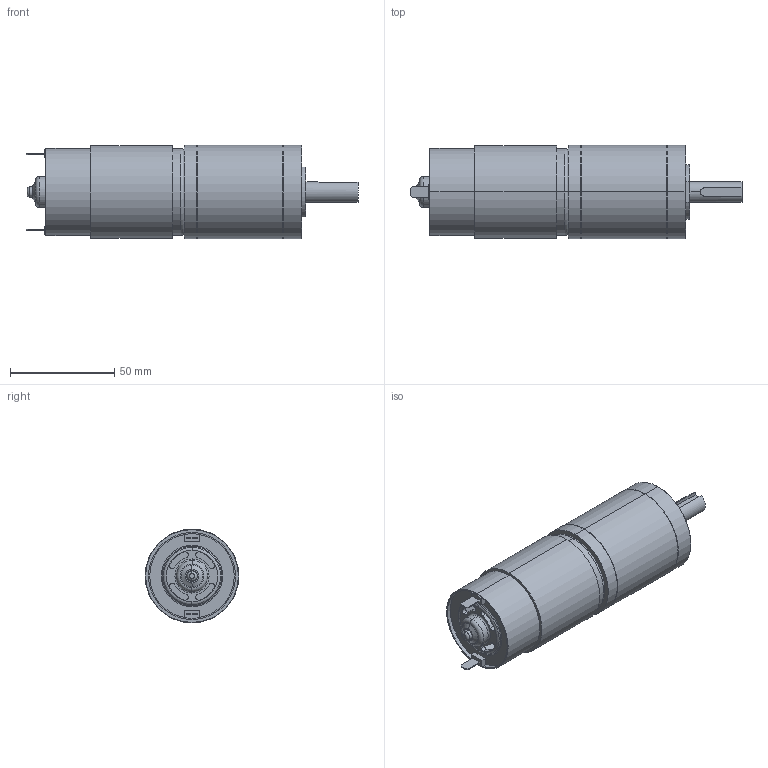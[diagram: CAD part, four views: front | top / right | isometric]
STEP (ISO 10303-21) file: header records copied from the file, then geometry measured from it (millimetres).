
FILE_DESCRIPTION (( 'STEP AP203' ), '1' );
FILE_NAME ('PG-71.STEP', '2011-09-13T15:31:45', ( 'Mark' ), ( '' ), 'SwSTEP 2.0', 'SolidWorks 2010', '' );
FILE_SCHEMA (( 'CONFIG_CONTROL_DESIGN' ));
Length unit declared in the file: inch
Products named in the file (1): PG-71
Bounding box: 159.54 x 45 x 45 mm (x, y, z)
Volume: 108210.6 mm3; surface area: 34456 mm2
Topology: 1 solids, 1 shells, 223 faces, 523 edges, 328 vertices
Faces by surface type: plane 91, cylinder 84, cone 32, torus 16
Entity records: 6469 total; most frequent: DIRECTION 1184, CARTESIAN_POINT 1109, ORIENTED_EDGE 1030, EDGE_CURVE 515, AXIS2_PLACEMENT_3D 451, VERTEX_POINT 328, VECTOR 282, LINE 282
